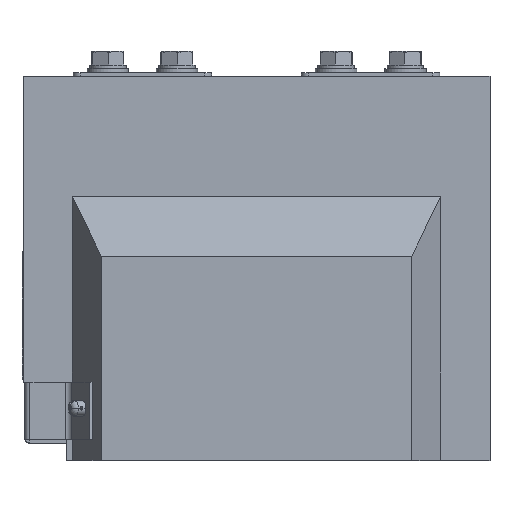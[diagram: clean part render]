
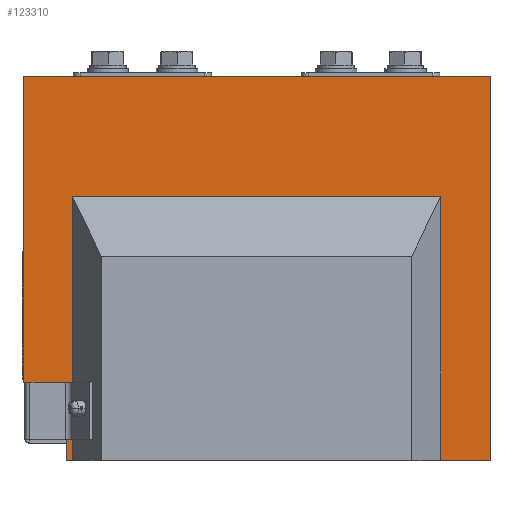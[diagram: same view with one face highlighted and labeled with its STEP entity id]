
A CAD part, top view. The second image highlights one B-rep face of the part: STEP entity #123310.
In plain terms, the highlighted planar face has unit normal (0, 0, 1).
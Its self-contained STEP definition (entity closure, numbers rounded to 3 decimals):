
#4486 = VERTEX_POINT ( 'NONE', #186579 ) ;
#6651 = ORIENTED_EDGE ( 'NONE', *, *, #69803, .T. ) ;
#6711 = ORIENTED_EDGE ( 'NONE', *, *, #96116, .T. ) ;
#7172 = VERTEX_POINT ( 'NONE', #39944 ) ;
#9077 = CARTESIAN_POINT ( 'NONE',  ( -135., 222., 60. ) ) ;
#9721 = DIRECTION ( 'NONE',  ( 0., 0., -1. ) ) ;
#12957 = ORIENTED_EDGE ( 'NONE', *, *, #78756, .F. ) ;
#14280 = LINE ( 'NONE', #18244, #30445 ) ;
#18244 = CARTESIAN_POINT ( 'NONE',  ( 106.5, 0., 60. ) ) ;
#23280 = DIRECTION ( 'NONE',  ( 1., 0., 0. ) ) ;
#28745 = VECTOR ( 'NONE', #23280, 1000. ) ;
#28943 = DIRECTION ( 'NONE',  ( 0., -1., 0. ) ) ;
#30445 = VECTOR ( 'NONE', #167219, 1000. ) ;
#30496 = VECTOR ( 'NONE', #119734, 1000. ) ;
#30970 = CARTESIAN_POINT ( 'NONE',  ( 135., 222., 60. ) ) ;
#30995 = CARTESIAN_POINT ( 'NONE',  ( -135., 222., 60. ) ) ;
#35018 = DIRECTION ( 'NONE',  ( 0., -1., 0. ) ) ;
#36708 = CARTESIAN_POINT ( 'NONE',  ( 106.5, 222., 60. ) ) ;
#39017 = ORIENTED_EDGE ( 'NONE', *, *, #97428, .T. ) ;
#39944 = CARTESIAN_POINT ( 'NONE',  ( -106.5, 0., 60. ) ) ;
#44396 = ORIENTED_EDGE ( 'NONE', *, *, #154729, .T. ) ;
#45603 = ORIENTED_EDGE ( 'NONE', *, *, #53231, .T. ) ;
#51251 = CARTESIAN_POINT ( 'NONE',  ( 106.5, 152.561, 60. ) ) ;
#52259 = LINE ( 'NONE', #171594, #126360 ) ;
#53231 = EDGE_CURVE ( 'NONE', #4486, #62270, #52259, .T. ) ;
#54180 = EDGE_CURVE ( 'NONE', #114377, #70295, #102767, .T. ) ;
#58878 = ORIENTED_EDGE ( 'NONE', *, *, #54180, .T. ) ;
#62270 = VERTEX_POINT ( 'NONE', #85099 ) ;
#69803 = EDGE_CURVE ( 'NONE', #142309, #4486, #192023, .T. ) ;
#70208 = LINE ( 'NONE', #182868, #188645 ) ;
#70295 = VERTEX_POINT ( 'NONE', #51251 ) ;
#72221 = EDGE_LOOP ( 'NONE', ( #126001, #58878, #44396, #90395, #12957, #126181, #6711, #6651, #45603, #39017 ) ) ;
#73658 = VERTEX_POINT ( 'NONE', #184766 ) ;
#73795 = CARTESIAN_POINT ( 'NONE',  ( -135., 45., 60. ) ) ;
#75887 = LINE ( 'NONE', #116994, #115240 ) ;
#76107 = CARTESIAN_POINT ( 'NONE',  ( -135., 45., 60. ) ) ;
#78756 = EDGE_CURVE ( 'NONE', #122782, #126461, #183589, .T. ) ;
#78876 = DIRECTION ( 'NONE',  ( 1., 0., 0. ) ) ;
#81734 = CARTESIAN_POINT ( 'NONE',  ( -135., 152.561, 60. ) ) ;
#85099 = CARTESIAN_POINT ( 'NONE',  ( -110., 0., 60. ) ) ;
#89327 = LINE ( 'NONE', #163802, #124118 ) ;
#89434 = EDGE_CURVE ( 'NONE', #139367, #122782, #172680, .T. ) ;
#90395 = ORIENTED_EDGE ( 'NONE', *, *, #98568, .T. ) ;
#96116 = EDGE_CURVE ( 'NONE', #139367, #142309, #75887, .T. ) ;
#97428 = EDGE_CURVE ( 'NONE', #62270, #7172, #142254, .T. ) ;
#98181 = CARTESIAN_POINT ( 'NONE',  ( -106.5, 152.561, 60. ) ) ;
#98424 = PLANE ( 'NONE',  #176650 ) ;
#98568 = EDGE_CURVE ( 'NONE', #73658, #126461, #14280, .T. ) ;
#102767 = LINE ( 'NONE', #81734, #181802 ) ;
#108923 = CARTESIAN_POINT ( 'NONE',  ( 135., 0., 60. ) ) ;
#110981 = DIRECTION ( 'NONE',  ( 1., 0., 0. ) ) ;
#111897 = CARTESIAN_POINT ( 'NONE',  ( -135., 0., 60. ) ) ;
#112968 = VECTOR ( 'NONE', #110981, 1000. ) ;
#113261 = DIRECTION ( 'NONE',  ( -1., 0., 0. ) ) ;
#114377 = VERTEX_POINT ( 'NONE', #98181 ) ;
#115240 = VECTOR ( 'NONE', #28943, 1000. ) ;
#116994 = CARTESIAN_POINT ( 'NONE',  ( -135., 222., 60. ) ) ;
#117066 = DIRECTION ( 'NONE',  ( 0., -1., 0. ) ) ;
#119258 = VECTOR ( 'NONE', #78876, 1000. ) ;
#119734 = DIRECTION ( 'NONE',  ( 0., -1., 0. ) ) ;
#122782 = VERTEX_POINT ( 'NONE', #124648 ) ;
#123310 = ADVANCED_FACE ( 'NONE', ( #136128 ), #98424, .F. ) ;
#124118 = VECTOR ( 'NONE', #178821, 1000. ) ;
#124648 = CARTESIAN_POINT ( 'NONE',  ( 135., 222., 60. ) ) ;
#126001 = ORIENTED_EDGE ( 'NONE', *, *, #130099, .F. ) ;
#126181 = ORIENTED_EDGE ( 'NONE', *, *, #89434, .F. ) ;
#126360 = VECTOR ( 'NONE', #117066, 1000. ) ;
#126461 = VERTEX_POINT ( 'NONE', #108923 ) ;
#130099 = EDGE_CURVE ( 'NONE', #114377, #7172, #89327, .T. ) ;
#136128 = FACE_OUTER_BOUND ( 'NONE', #72221, .T. ) ;
#137518 = DIRECTION ( 'NONE',  ( 1., 0., 0. ) ) ;
#139367 = VERTEX_POINT ( 'NONE', #30995 ) ;
#142254 = LINE ( 'NONE', #111897, #28745 ) ;
#142309 = VERTEX_POINT ( 'NONE', #73795 ) ;
#154729 = EDGE_CURVE ( 'NONE', #70295, #73658, #70208, .T. ) ;
#163802 = CARTESIAN_POINT ( 'NONE',  ( -106.5, 222., 60. ) ) ;
#167219 = DIRECTION ( 'NONE',  ( 1., 0., 0. ) ) ;
#171594 = CARTESIAN_POINT ( 'NONE',  ( -110., 222., 60. ) ) ;
#172680 = LINE ( 'NONE', #36708, #119258 ) ;
#176650 = AXIS2_PLACEMENT_3D ( 'NONE', #9077, #9721, #113261 ) ;
#178821 = DIRECTION ( 'NONE',  ( 0., -1., 0. ) ) ;
#181802 = VECTOR ( 'NONE', #137518, 1000. ) ;
#182868 = CARTESIAN_POINT ( 'NONE',  ( 106.5, 222., 60. ) ) ;
#183589 = LINE ( 'NONE', #30970, #30496 ) ;
#184766 = CARTESIAN_POINT ( 'NONE',  ( 106.5, 0., 60. ) ) ;
#186579 = CARTESIAN_POINT ( 'NONE',  ( -110., 45., 60. ) ) ;
#188645 = VECTOR ( 'NONE', #35018, 1000. ) ;
#192023 = LINE ( 'NONE', #76107, #112968 ) ;
